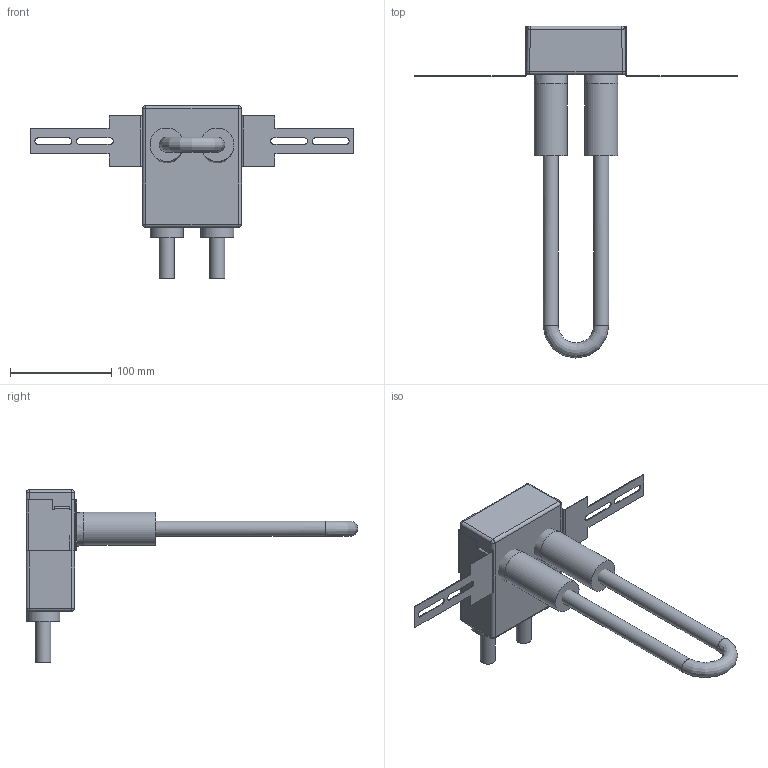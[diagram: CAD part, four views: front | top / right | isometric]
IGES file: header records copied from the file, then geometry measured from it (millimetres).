
Global section: file name: 63109; native system: Autodesk Inventor 2023; preprocessor: unknown; author: JANAN; date: 20230619.071634; units: millimetre
Bounding box: 320 x 328 x 170.5 mm (x, y, z)
Volume: 1049376.5 mm3; surface area: 159398.6 mm2
Topology: 5 solids, 5 shells, 155 faces, 369 edges, 216 vertices
Faces by surface type: bspline 155
